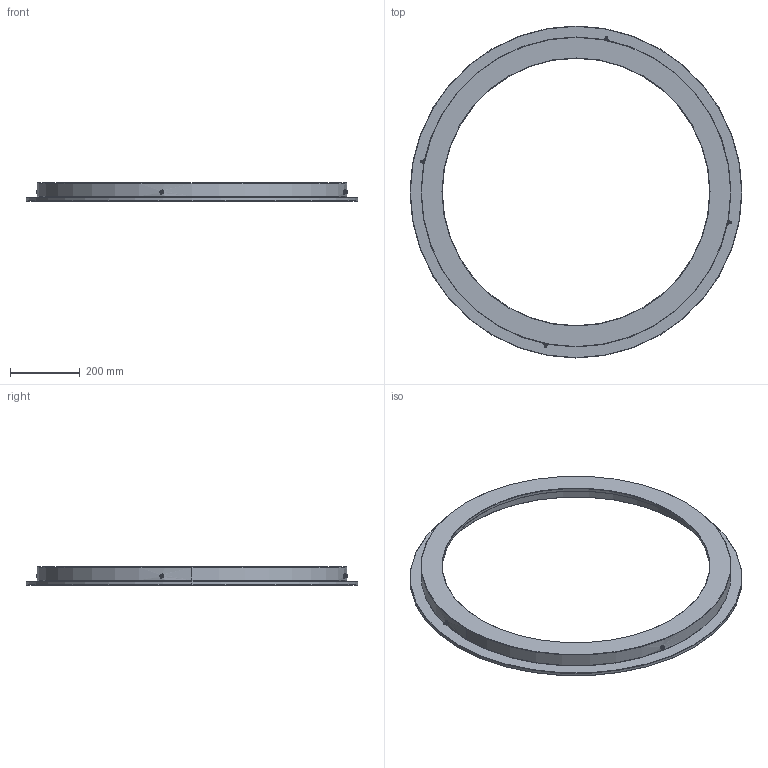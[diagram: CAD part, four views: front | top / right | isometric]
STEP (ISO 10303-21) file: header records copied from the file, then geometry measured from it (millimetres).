
FILE_DESCRIPTION (( 'STEP AP214' ), '1' );
FILE_NAME ('Z.950.16.STEP', '2016-02-19T11:07:55', ( '' ), ( '' ), 'SwSTEP 2.0', 'SolidWorks 2015', '' );
FILE_SCHEMA (( 'AUTOMOTIVE_DESIGN' ));
Length unit declared in the file: millimetre
Products named in the file (5): Z.950.16 - OR; Z.950.16 - IR; Grease nipple M10x1mm; Ball D16; Z.950.16
Assembly tree (156 placements, depth 2):
  Z.950.16
    Z.950.16 - IR
    Z.950.16 - OR
    Ball D16  x150
    Grease nipple M10x1mm  x4
Bounding box: 950 x 950 x 52 mm (x, y, z)
Volume: 5595185.1 mm3; surface area: 1243177.7 mm2
Topology: 156 solids, 156 shells, 519 faces, 1537 edges, 1036 vertices
Faces by surface type: sphere 300, cone 80, torus 53, plane 46, cylinder 40
Entity records: 5390 total; most frequent: CARTESIAN_POINT 1361, DIRECTION 906, ORIENTED_EDGE 546, AXIS2_PLACEMENT_3D 427, EDGE_CURVE 273, VERTEX_POINT 162, PRODUCT_DEFINITION_SHAPE 161, ITEM_DEFINED_TRANSFORMATION 156
